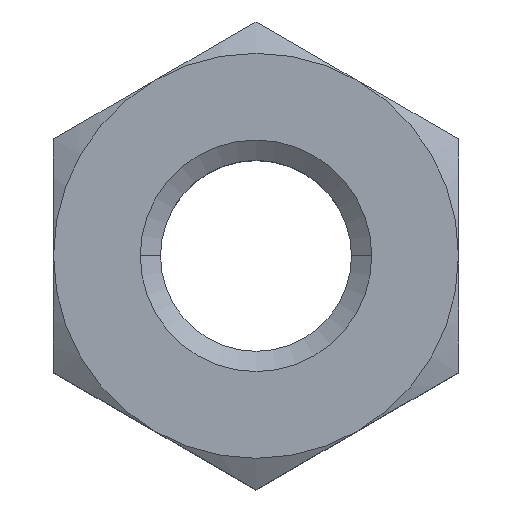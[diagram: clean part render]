
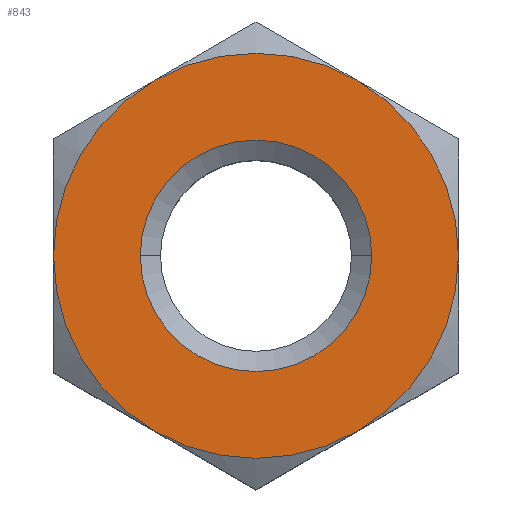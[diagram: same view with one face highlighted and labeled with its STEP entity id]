
A CAD part, top view. The second image highlights one B-rep face of the part: STEP entity #843.
In plain terms, the highlighted planar face has unit normal (0, 0, 1).
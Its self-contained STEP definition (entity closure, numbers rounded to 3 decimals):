
#10 = DIRECTION ( 'NONE',  ( -1., 0., 0. ) ) ;
#23 = CARTESIAN_POINT ( 'NONE',  ( 3.5, 0., 0. ) ) ;
#25 = ORIENTED_EDGE ( 'NONE', *, *, #239, .F. ) ;
#28 = EDGE_CURVE ( 'NONE', #45, #487, #560, .T. ) ;
#41 = CARTESIAN_POINT ( 'NONE',  ( -1.75, 3.031, 0. ) ) ;
#42 = CIRCLE ( 'NONE', #398, 3.5 ) ;
#45 = VERTEX_POINT ( 'NONE', #23 ) ;
#58 = CIRCLE ( 'NONE', #816, 3.5 ) ;
#77 = CARTESIAN_POINT ( 'NONE',  ( 0., 0., 0. ) ) ;
#90 = DIRECTION ( 'NONE',  ( 0., 0., -1. ) ) ;
#93 = PLANE ( 'NONE',  #323 ) ;
#104 = DIRECTION ( 'NONE',  ( 0., 0., 1. ) ) ;
#133 = CIRCLE ( 'NONE', #553, 3.5 ) ;
#142 = VERTEX_POINT ( 'NONE', #314 ) ;
#150 = CARTESIAN_POINT ( 'NONE',  ( 0., 0., 0. ) ) ;
#158 = EDGE_CURVE ( 'NONE', #45, #525, #133, .T. ) ;
#222 = CIRCLE ( 'NONE', #225, 3.5 ) ;
#225 = AXIS2_PLACEMENT_3D ( 'NONE', #290, #491, #416 ) ;
#228 = DIRECTION ( 'NONE',  ( -1., 0., 0. ) ) ;
#239 = EDGE_CURVE ( 'NONE', #487, #142, #42, .T. ) ;
#285 = EDGE_CURVE ( 'NONE', #724, #360, #368, .T. ) ;
#290 = CARTESIAN_POINT ( 'NONE',  ( 0., 0., 0. ) ) ;
#295 = DIRECTION ( 'NONE',  ( -1., 0., 0. ) ) ;
#299 = CARTESIAN_POINT ( 'NONE',  ( 0., 0., 0. ) ) ;
#301 = DIRECTION ( 'NONE',  ( -1., 0., 0. ) ) ;
#310 = CARTESIAN_POINT ( 'NONE',  ( 0., 4.041, 0. ) ) ;
#311 = DIRECTION ( 'NONE',  ( 1., 0., 0. ) ) ;
#314 = CARTESIAN_POINT ( 'NONE',  ( -1.75, -3.031, 0. ) ) ;
#323 = AXIS2_PLACEMENT_3D ( 'NONE', #310, #703, #295 ) ;
#328 = ORIENTED_EDGE ( 'NONE', *, *, #347, .F. ) ;
#341 = AXIS2_PLACEMENT_3D ( 'NONE', #299, #90, #228 ) ;
#342 = CARTESIAN_POINT ( 'NONE',  ( 1.75, 3.031, 0. ) ) ;
#347 = EDGE_CURVE ( 'NONE', #357, #877, #640, .T. ) ;
#355 = DIRECTION ( 'NONE',  ( 0., 0., -1. ) ) ;
#357 = VERTEX_POINT ( 'NONE', #440 ) ;
#360 = VERTEX_POINT ( 'NONE', #41 ) ;
#361 = CARTESIAN_POINT ( 'NONE',  ( 0., 0., 0. ) ) ;
#365 = DIRECTION ( 'NONE',  ( 0., 0., -1. ) ) ;
#368 = CIRCLE ( 'NONE', #341, 3.5 ) ;
#388 = DIRECTION ( 'NONE',  ( 1., 0., 0. ) ) ;
#392 = FACE_BOUND ( 'NONE', #822, .T. ) ;
#398 = AXIS2_PLACEMENT_3D ( 'NONE', #150, #365, #301 ) ;
#416 = DIRECTION ( 'NONE',  ( -1., 0., 0. ) ) ;
#422 = DIRECTION ( 'NONE',  ( 1., 0., 0. ) ) ;
#423 = ORIENTED_EDGE ( 'NONE', *, *, #158, .T. ) ;
#439 = CIRCLE ( 'NONE', #764, 2. ) ;
#440 = CARTESIAN_POINT ( 'NONE',  ( -2., 0., 0. ) ) ;
#465 = ORIENTED_EDGE ( 'NONE', *, *, #28, .F. ) ;
#481 = AXIS2_PLACEMENT_3D ( 'NONE', #361, #844, #505 ) ;
#487 = VERTEX_POINT ( 'NONE', #862 ) ;
#490 = AXIS2_PLACEMENT_3D ( 'NONE', #713, #104, #311 ) ;
#491 = DIRECTION ( 'NONE',  ( 0., 0., -1. ) ) ;
#501 = CARTESIAN_POINT ( 'NONE',  ( 2., 0., 0. ) ) ;
#505 = DIRECTION ( 'NONE',  ( -1., 0., 0. ) ) ;
#525 = VERTEX_POINT ( 'NONE', #342 ) ;
#536 = DIRECTION ( 'NONE',  ( 0., 0., 1. ) ) ;
#552 = ORIENTED_EDGE ( 'NONE', *, *, #763, .F. ) ;
#553 = AXIS2_PLACEMENT_3D ( 'NONE', #651, #536, #388 ) ;
#560 = CIRCLE ( 'NONE', #481, 3.5 ) ;
#563 = CARTESIAN_POINT ( 'NONE',  ( 0., 0., 0. ) ) ;
#616 = ORIENTED_EDGE ( 'NONE', *, *, #650, .F. ) ;
#627 = DIRECTION ( 'NONE',  ( 0., 0., 1. ) ) ;
#640 = CIRCLE ( 'NONE', #490, 2. ) ;
#650 = EDGE_CURVE ( 'NONE', #877, #357, #439, .T. ) ;
#651 = CARTESIAN_POINT ( 'NONE',  ( 0., 0., 0. ) ) ;
#690 = CARTESIAN_POINT ( 'NONE',  ( -3.5, 0., 0. ) ) ;
#694 = EDGE_CURVE ( 'NONE', #142, #724, #58, .T. ) ;
#703 = DIRECTION ( 'NONE',  ( 0., 0., -1. ) ) ;
#713 = CARTESIAN_POINT ( 'NONE',  ( 0., 0., 0. ) ) ;
#724 = VERTEX_POINT ( 'NONE', #690 ) ;
#732 = EDGE_LOOP ( 'NONE', ( #803, #815, #25, #465, #423, #552 ) ) ;
#763 = EDGE_CURVE ( 'NONE', #360, #525, #222, .T. ) ;
#764 = AXIS2_PLACEMENT_3D ( 'NONE', #77, #627, #422 ) ;
#803 = ORIENTED_EDGE ( 'NONE', *, *, #285, .F. ) ;
#815 = ORIENTED_EDGE ( 'NONE', *, *, #694, .F. ) ;
#816 = AXIS2_PLACEMENT_3D ( 'NONE', #563, #355, #10 ) ;
#817 = FACE_OUTER_BOUND ( 'NONE', #732, .T. ) ;
#822 = EDGE_LOOP ( 'NONE', ( #616, #328 ) ) ;
#843 = ADVANCED_FACE ( 'NONE', ( #392, #817 ), #93, .F. ) ;
#844 = DIRECTION ( 'NONE',  ( 0., 0., -1. ) ) ;
#862 = CARTESIAN_POINT ( 'NONE',  ( 1.75, -3.031, 0. ) ) ;
#877 = VERTEX_POINT ( 'NONE', #501 ) ;
